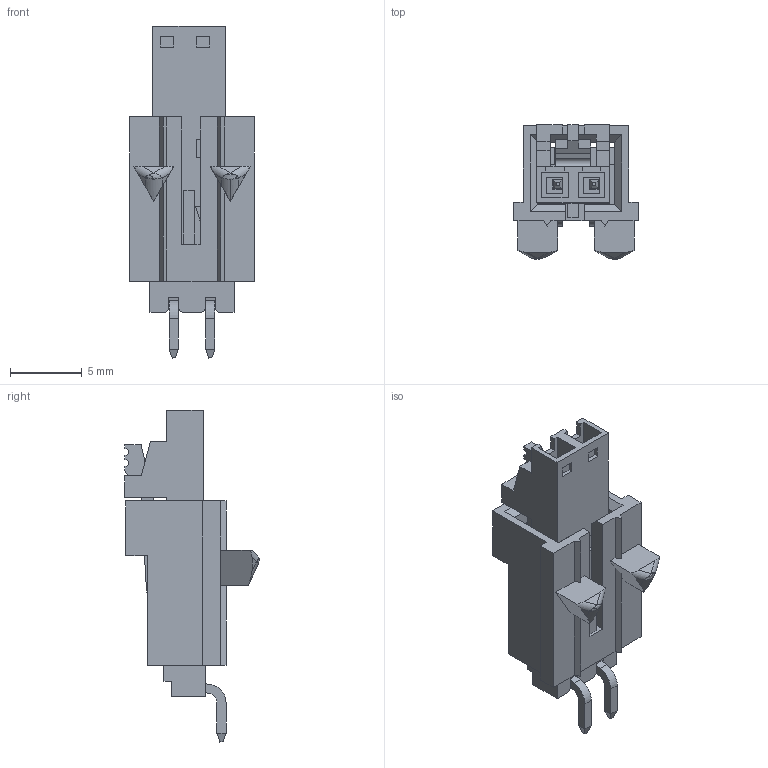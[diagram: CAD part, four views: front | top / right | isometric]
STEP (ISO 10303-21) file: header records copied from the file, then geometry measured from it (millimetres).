
FILE_DESCRIPTION (( 'STEP AP214' ), '1' );
FILE_NAME ('Assem1.STEP', '2019-01-16T00:30:32', ( '' ), ( '' ), 'SwSTEP 2.0', 'SolidWorks 2017', '' );
FILE_SCHEMA (( 'AUTOMOTIVE_DESIGN' ));
Length unit declared in the file: millimetre
Products named in the file (3): 015913024; Assem1; Part3
Assembly tree (2 placements, depth 2):
  Assem1
    015913024
    Part3
Bounding box: 8.64 x 9.33 x 23.09 mm (x, y, z)
Volume: 472.4 mm3; surface area: 1317.7 mm2
Topology: 4 solids, 4 shells, 262 faces, 709 edges, 459 vertices
Faces by surface type: plane 227, cylinder 25, bspline 10
Entity records: 10170 total; most frequent: CARTESIAN_POINT 1861, ORIENTED_EDGE 1418, DIRECTION 1215, EDGE_CURVE 709, VECTOR 629, LINE 629, VERTEX_POINT 459, AXIS2_PLACEMENT_3D 293
